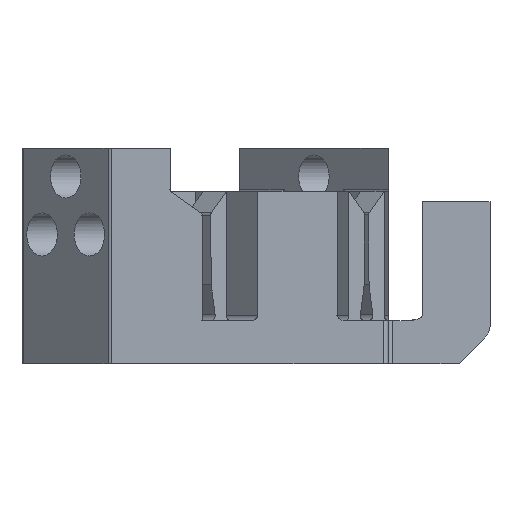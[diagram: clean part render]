
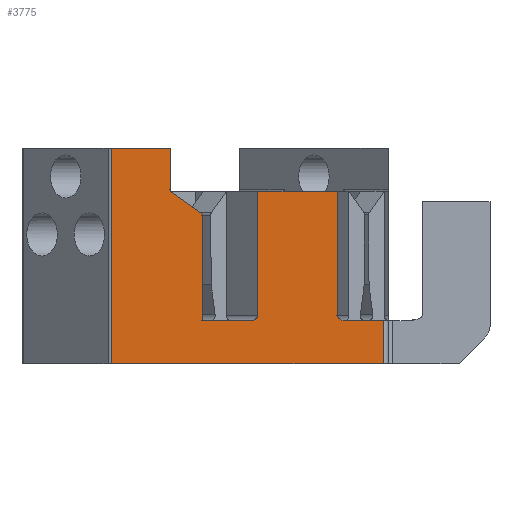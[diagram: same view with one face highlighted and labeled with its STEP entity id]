
A CAD part, left-side view. The second image highlights one B-rep face of the part: STEP entity #3775.
In plain terms, the highlighted planar face has unit normal (-1, 0, 0).
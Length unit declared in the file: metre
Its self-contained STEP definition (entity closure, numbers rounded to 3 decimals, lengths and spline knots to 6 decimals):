
#227=ELLIPSE('',#4055,0.001123,0.000794);
#228=ELLIPSE('',#4056,0.001123,0.000794);
#229=ELLIPSE('',#4057,0.000707,0.0005);
#230=ELLIPSE('',#4058,0.001,0.000707);
#758=ORIENTED_EDGE('',*,*,#1693,.T.);
#759=ORIENTED_EDGE('',*,*,#1694,.T.);
#760=ORIENTED_EDGE('',*,*,#1620,.T.);
#761=ORIENTED_EDGE('',*,*,#1695,.T.);
#762=ORIENTED_EDGE('',*,*,#1696,.T.);
#763=ORIENTED_EDGE('',*,*,#1697,.F.);
#764=ORIENTED_EDGE('',*,*,#1698,.T.);
#765=ORIENTED_EDGE('',*,*,#1699,.F.);
#766=ORIENTED_EDGE('',*,*,#1700,.F.);
#767=ORIENTED_EDGE('',*,*,#1701,.T.);
#768=ORIENTED_EDGE('',*,*,#1702,.T.);
#769=ORIENTED_EDGE('',*,*,#1703,.F.);
#770=ORIENTED_EDGE('',*,*,#1704,.F.);
#771=ORIENTED_EDGE('',*,*,#1705,.F.);
#772=ORIENTED_EDGE('',*,*,#1706,.T.);
#773=ORIENTED_EDGE('',*,*,#1654,.F.);
#1620=EDGE_CURVE('',#2128,#2127,#2514,.T.);
#1654=EDGE_CURVE('',#2150,#2151,#2540,.T.);
#1693=EDGE_CURVE('',#2150,#2186,#2571,.T.);
#1694=EDGE_CURVE('',#2186,#2128,#2572,.T.);
#1695=EDGE_CURVE('',#2127,#2187,#2573,.F.);
#1696=EDGE_CURVE('',#2187,#2188,#2574,.T.);
#1697=EDGE_CURVE('',#2189,#2188,#227,.F.);
#1698=EDGE_CURVE('',#2189,#2190,#2575,.T.);
#1699=EDGE_CURVE('',#2191,#2190,#2576,.T.);
#1700=EDGE_CURVE('',#2192,#2191,#2577,.T.);
#1701=EDGE_CURVE('',#2192,#2193,#228,.T.);
#1702=EDGE_CURVE('',#2193,#2194,#2578,.T.);
#1703=EDGE_CURVE('',#2195,#2194,#2579,.T.);
#1704=EDGE_CURVE('',#2196,#2195,#229,.T.);
#1705=EDGE_CURVE('',#2197,#2196,#2580,.T.);
#1706=EDGE_CURVE('',#2197,#2151,#230,.T.);
#2127=VERTEX_POINT('',#5804);
#2128=VERTEX_POINT('',#5806);
#2150=VERTEX_POINT('',#5868);
#2151=VERTEX_POINT('',#5870);
#2186=VERTEX_POINT('',#5947);
#2187=VERTEX_POINT('',#5950);
#2188=VERTEX_POINT('',#5952);
#2189=VERTEX_POINT('',#5954);
#2190=VERTEX_POINT('',#5956);
#2191=VERTEX_POINT('',#5958);
#2192=VERTEX_POINT('',#5960);
#2193=VERTEX_POINT('',#5962);
#2194=VERTEX_POINT('',#5964);
#2195=VERTEX_POINT('',#5966);
#2196=VERTEX_POINT('',#5968);
#2197=VERTEX_POINT('',#5970);
#2514=LINE('',#5805,#2925);
#2540=LINE('',#5869,#2951);
#2571=LINE('',#5946,#2982);
#2572=LINE('',#5948,#2983);
#2573=LINE('',#5949,#2984);
#2574=LINE('',#5951,#2985);
#2575=LINE('',#5955,#2986);
#2576=LINE('',#5957,#2987);
#2577=LINE('',#5959,#2988);
#2578=LINE('',#5963,#2989);
#2579=LINE('',#5965,#2990);
#2580=LINE('',#5969,#2991);
#2925=VECTOR('',#4668,1.);
#2951=VECTOR('',#4724,1.);
#2982=VECTOR('',#4777,1.);
#2983=VECTOR('',#4778,1.);
#2984=VECTOR('',#4779,1.);
#2985=VECTOR('',#4780,1.);
#2986=VECTOR('',#4783,1.);
#2987=VECTOR('',#4784,1.);
#2988=VECTOR('',#4785,1.);
#2989=VECTOR('',#4788,1.);
#2990=VECTOR('',#4789,1.);
#2991=VECTOR('',#4792,1.);
#3243=EDGE_LOOP('',(#758,#759,#760,#761,#762,#763,#764,#765,#766,#767,#768,
#769,#770,#771,#772,#773));
#3452=FACE_BOUND('',#3243,.T.);
#3638=PLANE('',#4054);
#3775=ADVANCED_FACE('',(#3452),#3638,.F.);
#4054=AXIS2_PLACEMENT_3D('',#5945,#4775,#4776);
#4055=AXIS2_PLACEMENT_3D('',#5953,#4781,#4782);
#4056=AXIS2_PLACEMENT_3D('',#5961,#4786,#4787);
#4057=AXIS2_PLACEMENT_3D('',#5967,#4790,#4791);
#4058=AXIS2_PLACEMENT_3D('',#5971,#4793,#4794);
#4668=DIRECTION('',(0.,-1.,0.));
#4724=DIRECTION('',(0.,0.,-1.));
#4775=DIRECTION('',(1.,0.,0.));
#4776=DIRECTION('',(0.,0.,-1.));
#4777=DIRECTION('',(0.,1.,0.));
#4778=DIRECTION('',(0.,0.,-1.));
#4779=DIRECTION('',(0.,0.,-1.));
#4780=DIRECTION('',(0.,1.,0.));
#4781=DIRECTION('',(1.,0.,0.));
#4782=DIRECTION('',(0.,-1.,0.));
#4783=DIRECTION('',(0.,0.,1.));
#4784=DIRECTION('',(0.,-1.,0.));
#4785=DIRECTION('',(0.,0.,1.));
#4786=DIRECTION('',(1.,0.,0.));
#4787=DIRECTION('',(0.,-1.,0.));
#4788=DIRECTION('',(0.,1.,0.));
#4789=DIRECTION('',(0.,0.,-1.));
#4790=DIRECTION('',(1.,0.,0.));
#4791=DIRECTION('',(0.,-1.,0.));
#4792=DIRECTION('',(0.,-0.816,-0.577));
#4793=DIRECTION('',(1.,0.,0.));
#4794=DIRECTION('',(0.,-1.,0.));
#5804=CARTESIAN_POINT('',(-0.026941,-0.026234,0.));
#5805=CARTESIAN_POINT('',(-0.026941,0.,0.));
#5806=CARTESIAN_POINT('',(-0.026941,0.013778,0.));
#5868=CARTESIAN_POINT('',(-0.026941,0.005091,0.03175));
#5869=CARTESIAN_POINT('',(-0.026941,0.005091,0.03175));
#5870=CARTESIAN_POINT('',(-0.026941,0.005091,0.025693));
#5945=CARTESIAN_POINT('',(-0.026941,0.,0.0254));
#5946=CARTESIAN_POINT('',(-0.026941,0.009581,0.03175));
#5947=CARTESIAN_POINT('',(-0.026941,0.013778,0.03175));
#5948=CARTESIAN_POINT('',(-0.026941,0.013778,0.));
#5949=CARTESIAN_POINT('',(-0.026941,-0.026234,0.00635));
#5950=CARTESIAN_POINT('',(-0.026941,-0.026234,0.00635));
#5951=CARTESIAN_POINT('',(-0.026941,0.,0.00635));
#5952=CARTESIAN_POINT('',(-0.026941,-0.020621,0.00635));
#5953=CARTESIAN_POINT('',(-0.026941,-0.020621,0.007144));
#5954=CARTESIAN_POINT('',(-0.026941,-0.019498,0.007144));
#5955=CARTESIAN_POINT('',(-0.026941,-0.019498,0.0254));
#5956=CARTESIAN_POINT('',(-0.026941,-0.019498,0.0254));
#5957=CARTESIAN_POINT('',(-0.026941,0.,0.0254));
#5958=CARTESIAN_POINT('',(-0.026941,-0.007761,0.0254));
#5959=CARTESIAN_POINT('',(-0.026941,-0.007761,0.0254));
#5960=CARTESIAN_POINT('',(-0.026941,-0.007761,0.007144));
#5961=CARTESIAN_POINT('',(-0.026941,-0.006638,0.007144));
#5962=CARTESIAN_POINT('',(-0.026941,-0.006638,0.00635));
#5963=CARTESIAN_POINT('',(-0.026941,0.,0.00635));
#5964=CARTESIAN_POINT('',(-0.026941,0.000389,0.00635));
#5965=CARTESIAN_POINT('',(-0.026941,0.000389,0.0254));
#5966=CARTESIAN_POINT('',(-0.026941,0.000389,0.021868));
#5967=CARTESIAN_POINT('',(-0.026941,0.001096,0.021868));
#5968=CARTESIAN_POINT('',(-0.026941,0.000596,0.022221));
#5969=CARTESIAN_POINT('',(-0.026941,0.001697,0.023));
#5970=CARTESIAN_POINT('',(-0.026941,0.004798,0.025193));
#5971=CARTESIAN_POINT('',(-0.026941,0.004091,0.025693));
